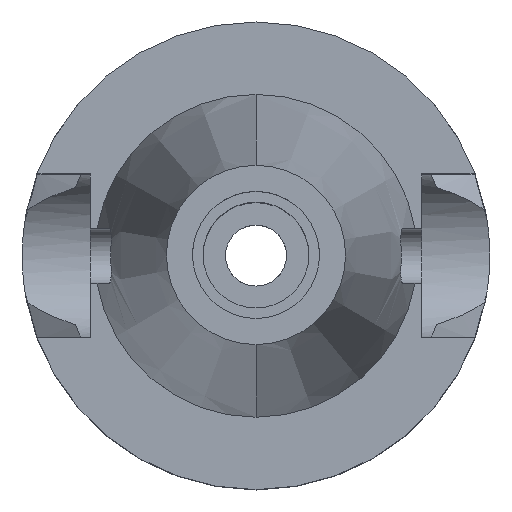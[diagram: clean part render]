
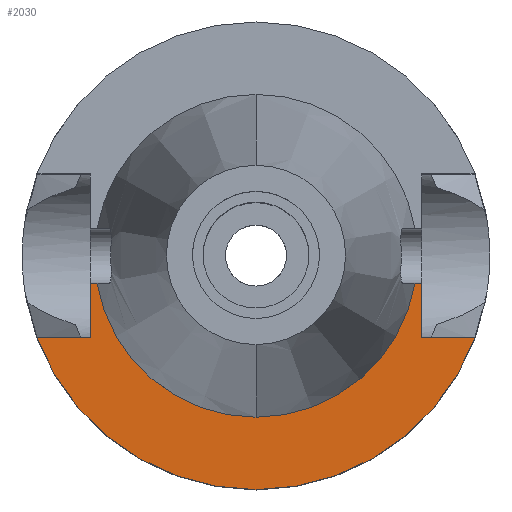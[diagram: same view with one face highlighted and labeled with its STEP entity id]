
A CAD part, top view. The second image highlights one B-rep face of the part: STEP entity #2030.
In plain terms, the highlighted planar face has unit normal (0, 0, 1).
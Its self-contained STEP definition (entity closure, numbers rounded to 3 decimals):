
#485=DIRECTION('',(1.,0.,0.));
#486=VECTOR('',#485,0.656);
#487=CARTESIAN_POINT('',(15.644,-2.7,-1.));
#488=LINE('',#487,#486);
#492=DIRECTION('',(0.,-1.,0.));
#493=VECTOR('',#492,5.35);
#494=CARTESIAN_POINT('',(16.3,-2.7,-1.));
#495=LINE('',#494,#493);
#499=DIRECTION('',(1.,0.,0.));
#500=VECTOR('',#499,5.245);
#501=CARTESIAN_POINT('',(16.3,-8.05,-1.));
#502=LINE('',#501,#500);
#506=CARTESIAN_POINT('',(0.,0.,-1.));
#507=DIRECTION('',(0.,0.,-1.));
#508=DIRECTION('',(0.937,-0.35,0.));
#509=AXIS2_PLACEMENT_3D('',#506,#507,#508);
#514=CARTESIAN_POINT('',(0.,0.,-1.));
#515=DIRECTION('',(0.,0.,-1.));
#516=DIRECTION('',(0.,-1.,0.));
#517=AXIS2_PLACEMENT_3D('',#514,#515,#516);
#522=DIRECTION('',(0.,1.,0.));
#523=VECTOR('',#522,5.35);
#524=CARTESIAN_POINT('',(-16.3,-8.05,-1.));
#525=LINE('',#524,#523);
#529=DIRECTION('',(1.,0.,0.));
#530=VECTOR('',#529,0.656);
#531=CARTESIAN_POINT('',(-16.3,-2.7,-1.));
#532=LINE('',#531,#530);
#536=CARTESIAN_POINT('',(0.,0.,-1.));
#537=DIRECTION('',(0.,0.,1.));
#538=DIRECTION('',(-0.985,-0.17,0.));
#539=AXIS2_PLACEMENT_3D('',#536,#537,#538);
#544=CARTESIAN_POINT('',(0.,0.,-1.));
#545=DIRECTION('',(0.,0.,1.));
#546=DIRECTION('',(0.,-1.,0.));
#547=AXIS2_PLACEMENT_3D('',#544,#545,#546);
#790=DIRECTION('',(-1.,0.,0.));
#791=VECTOR('',#790,5.245);
#792=CARTESIAN_POINT('',(-16.3,-8.05,-1.));
#793=LINE('',#792,#791);
#1572=CARTESIAN_POINT('',(16.3,-2.7,-1.));
#1573=VERTEX_POINT('',#1572);
#1574=CARTESIAN_POINT('',(15.644,-2.7,-1.));
#1575=VERTEX_POINT('',#1574);
#1584=CARTESIAN_POINT('',(-15.644,-2.7,-1.));
#1585=VERTEX_POINT('',#1584);
#1586=CARTESIAN_POINT('',(-16.3,-2.7,-1.));
#1587=VERTEX_POINT('',#1586);
#1632=CARTESIAN_POINT('',(0.,-15.875,-1.));
#1633=VERTEX_POINT('',#1632);
#1636=CARTESIAN_POINT('',(16.3,-8.05,-1.));
#1637=VERTEX_POINT('',#1636);
#1638=CARTESIAN_POINT('',(21.545,-8.05,-1.));
#1639=VERTEX_POINT('',#1638);
#1640=CARTESIAN_POINT('',(0.,-23.,-1.));
#1641=CARTESIAN_POINT('',(-21.545,-8.05,-1.));
#1642=VERTEX_POINT('',#1640);
#1643=VERTEX_POINT('',#1641);
#1644=CARTESIAN_POINT('',(-16.3,-8.05,-1.));
#1645=VERTEX_POINT('',#1644);
#2007=CARTESIAN_POINT('',(0.,0.,-1.));
#2008=DIRECTION('',(0.,0.,-1.));
#2009=DIRECTION('',(0.,-1.,0.));
#2010=AXIS2_PLACEMENT_3D('',#2007,#2008,#2009);
#2011=PLANE('',#2010);
#2012=ORIENTED_EDGE('',*,*,#1876,.T.);
#2014=ORIENTED_EDGE('',*,*,#2013,.T.);
#2016=ORIENTED_EDGE('',*,*,#2015,.T.);
#2018=ORIENTED_EDGE('',*,*,#2017,.T.);
#2020=ORIENTED_EDGE('',*,*,#2019,.T.);
#2022=ORIENTED_EDGE('',*,*,#2021,.F.);
#2024=ORIENTED_EDGE('',*,*,#2023,.T.);
#2025=ORIENTED_EDGE('',*,*,#1832,.T.);
#2026=ORIENTED_EDGE('',*,*,#1998,.T.);
#2027=ORIENTED_EDGE('',*,*,#1996,.T.);
#2028=EDGE_LOOP('',(#2012,#2014,#2016,#2018,#2020,#2022,#2024,#2025,#2026,
#2027));
#2029=FACE_OUTER_BOUND('',#2028,.F.);
#510=CIRCLE('',#509,23.);
#518=CIRCLE('',#517,23.);
#540=CIRCLE('',#539,15.875);
#548=CIRCLE('',#547,15.875);
#1832=EDGE_CURVE('',#1587,#1585,#532,.T.);
#1876=EDGE_CURVE('',#1575,#1573,#488,.T.);
#1996=EDGE_CURVE('',#1633,#1575,#548,.T.);
#1998=EDGE_CURVE('',#1585,#1633,#540,.T.);
#2013=EDGE_CURVE('',#1573,#1637,#495,.T.);
#2015=EDGE_CURVE('',#1637,#1639,#502,.T.);
#2017=EDGE_CURVE('',#1639,#1642,#510,.T.);
#2019=EDGE_CURVE('',#1642,#1643,#518,.T.);
#2021=EDGE_CURVE('',#1645,#1643,#793,.T.);
#2023=EDGE_CURVE('',#1645,#1587,#525,.T.);
#2030=ADVANCED_FACE('',(#2029),#2011,.F.);
